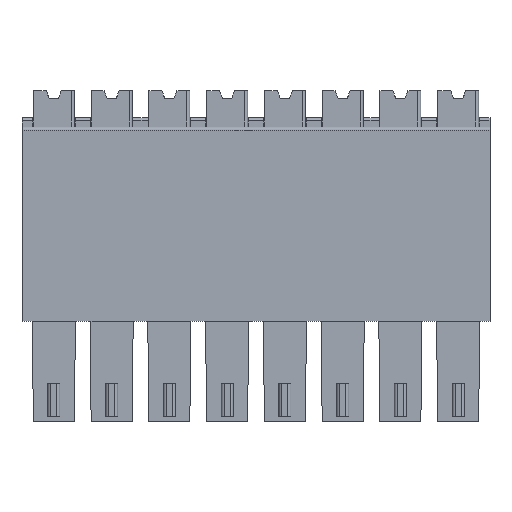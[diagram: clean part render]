
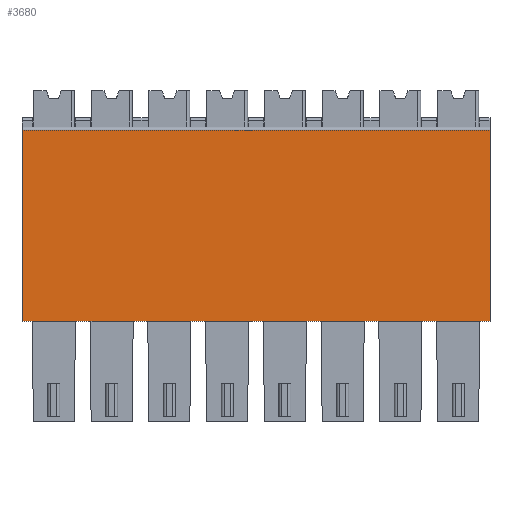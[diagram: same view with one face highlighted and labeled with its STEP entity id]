
A CAD part, top view. The second image highlights one B-rep face of the part: STEP entity #3680.
In plain terms, the highlighted planar face has unit normal (0, 0, 1).
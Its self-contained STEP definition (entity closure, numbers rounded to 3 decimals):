
#717=LINE('',#18997,#2290);
#747=LINE('',#19071,#2320);
#748=LINE('',#19073,#2321);
#749=LINE('',#19075,#2322);
#2290=VECTOR('',#15343,1.);
#2320=VECTOR('',#15399,1.);
#2321=VECTOR('',#15400,1.);
#2322=VECTOR('',#15401,1.);
#3680=ADVANCED_FACE('',(#4956),#4354,.T.);
#4354=PLANE('',#13805);
#4956=FACE_OUTER_BOUND('',#5630,.T.);
#5630=EDGE_LOOP('',(#7057,#7058,#7059,#7060));
#7057=ORIENTED_EDGE('',*,*,#11856,.F.);
#7058=ORIENTED_EDGE('',*,*,#11857,.T.);
#7059=ORIENTED_EDGE('',*,*,#11858,.T.);
#7060=ORIENTED_EDGE('',*,*,#11819,.F.);
#10386=VERTEX_POINT('',#18996);
#10387=VERTEX_POINT('',#18998);
#10418=VERTEX_POINT('',#19072);
#10419=VERTEX_POINT('',#19074);
#11819=EDGE_CURVE('',#10386,#10387,#717,.T.);
#11856=EDGE_CURVE('',#10418,#10386,#747,.T.);
#11857=EDGE_CURVE('',#10418,#10419,#748,.T.);
#11858=EDGE_CURVE('',#10419,#10387,#749,.T.);
#13805=AXIS2_PLACEMENT_3D('',#19076,#15402,#15403);
#15343=DIRECTION('',(0.,-1.,0.));
#15399=DIRECTION('',(1.,0.,0.));
#15400=DIRECTION('',(0.,-1.,0.));
#15401=DIRECTION('',(1.,0.,0.));
#15402=DIRECTION('',(0.,0.,1.));
#15403=DIRECTION('',(1.,0.,0.));
#18996=CARTESIAN_POINT('',(0.,-0.2,7.8));
#18997=CARTESIAN_POINT('',(0.,-0.2,7.8));
#18998=CARTESIAN_POINT('',(0.,-12.8,7.8));
#19071=CARTESIAN_POINT('',(-19.44,-0.2,7.8));
#19072=CARTESIAN_POINT('',(-30.87,-0.2,7.8));
#19073=CARTESIAN_POINT('',(-30.87,-0.2,7.8));
#19074=CARTESIAN_POINT('',(-30.87,-12.8,7.8));
#19075=CARTESIAN_POINT('',(-18.31,-12.8,7.8));
#19076=CARTESIAN_POINT('',(-15.59,0.,7.8));
